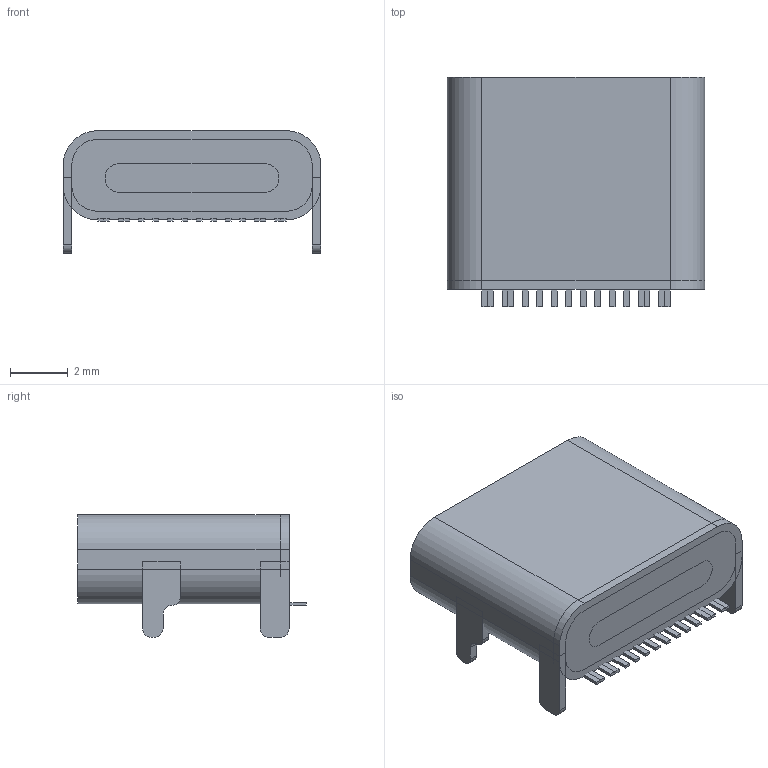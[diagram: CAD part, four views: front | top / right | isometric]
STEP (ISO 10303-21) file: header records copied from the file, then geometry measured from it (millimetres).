
FILE_DESCRIPTION(('HOOPS Exchange Step'),'2;1');
FILE_NAME('temp_export.step','2021-01-21T22:50:41+16:00',('mobile'),('Shapr3D Limited'),'HOOPS Exchange 2020.2','Shapr3D','Authorized');
FILE_SCHEMA( ('AP203_CONFIGURATION_CONTROLLED_3D_DESIGN_OF_MECHANICAL_PARTS_AND_ASSEMBLIES_MIM_LF') );
Length unit declared in the file: millimetre
Products named in the file (1): temp_export.x_b
Bounding box: 8.9 x 7.9 x 4.23 mm (x, y, z)
Volume: 94.8 mm3; surface area: 514.2 mm2
Topology: 23 solids, 23 shells, 168 faces, 366 edges, 244 vertices
Faces by surface type: plane 142, cylinder 26
Entity records: 4562 total; most frequent: CARTESIAN_POINT 779, DIRECTION 756, ORIENTED_EDGE 732, EDGE_CURVE 366, VECTOR 314, LINE 314, VERTEX_POINT 244, AXIS2_PLACEMENT_3D 221
